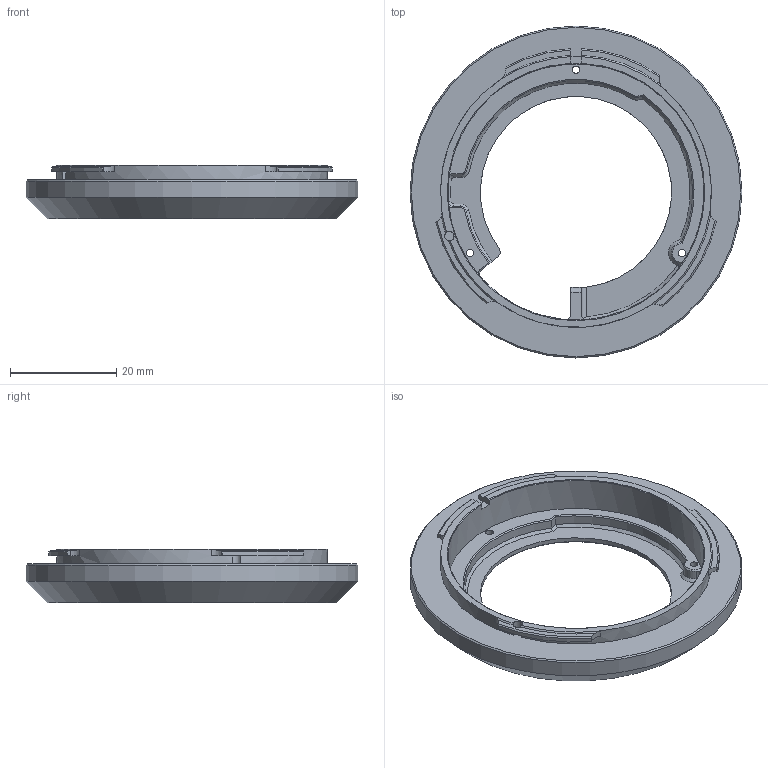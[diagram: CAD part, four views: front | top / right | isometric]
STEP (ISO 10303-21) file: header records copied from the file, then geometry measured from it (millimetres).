
FILE_DESCRIPTION(/* description */ ('Unknown'),/* implementation_level */ '2;1');
FILE_NAME(/* name */ 'dumbBody_CFD_PENF',/* time_stamp */ '2025-03-07T12:45:34-10:00',/* author */ ('Unknown'),/* organization */ ('Unknown'),/* preprocessor_version */ 'ST-DEVELOPER v18.1',/* originating_system */ 'Solid Edge',/* authorisation */ 'Unknown');
FILE_SCHEMA (('AUTOMOTIVE_DESIGN {1 0 10303 214 3 1 1}'));
Length unit declared in the file: millimetre
Products named in the file (2): dumbAdapter_PENF; dumbBody_CFD_PENF
Assembly tree (1 placements, depth 2):
  dumbAdapter_PENF
    dumbBody_CFD_PENF
Bounding box: 62.5 x 62.5 x 10.05 mm (x, y, z)
Volume: 9637.4 mm3; surface area: 6935.7 mm2
Topology: 1 solids, 1 shells, 111 faces, 291 edges, 180 vertices
Faces by surface type: plane 39, cone 39, cylinder 32, torus 1
Full cylindrical faces by diameter (mm): 1.4 x3, 1.75 x1, 48.25 x1, 62.5 x1
Entity records: 3437 total; most frequent: CARTESIAN_POINT 699, DIRECTION 581, ORIENTED_EDGE 552, EDGE_CURVE 276, AXIS2_PLACEMENT_3D 235, VERTEX_POINT 176, EDGE_LOOP 130, FACE_BOUND 130
